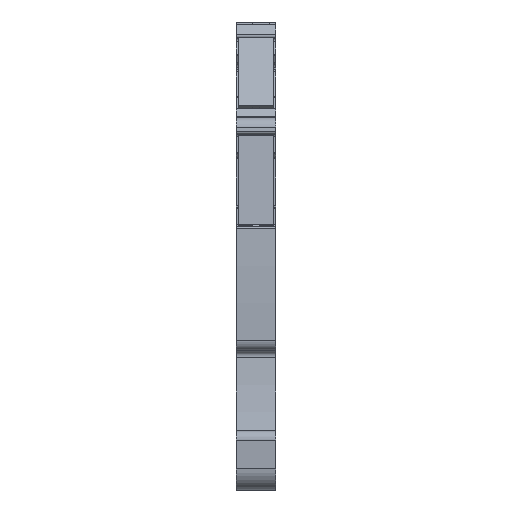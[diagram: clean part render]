
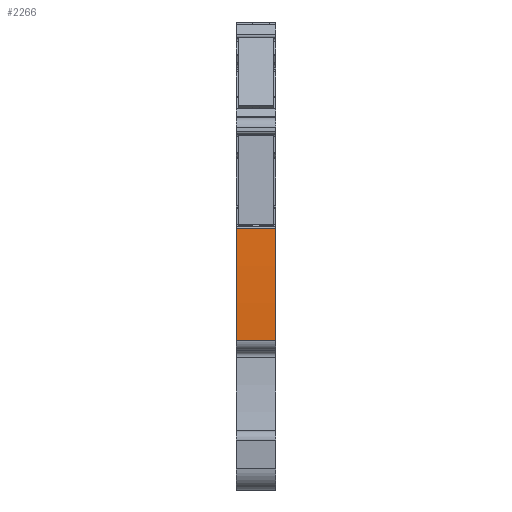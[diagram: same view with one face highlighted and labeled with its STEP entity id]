
A CAD part, front view. The second image highlights one B-rep face of the part: STEP entity #2266.
In plain terms, the highlighted cylindrical face has radius 122.822 mm (diameter 245.644 mm), a partial arc.
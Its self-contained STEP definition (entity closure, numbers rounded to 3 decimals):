
#1171=AXIS2_PLACEMENT_3D('Cylinder Axis2P3D',#1168,#1169,#1170) ;
#2227=AXIS2_PLACEMENT_3D('Circle Axis2P3D',#2225,#2226,$) ;
#2234=AXIS2_PLACEMENT_3D('Circle Axis2P3D',#2232,#2233,$) ;
#2248=AXIS2_PLACEMENT_3D('Circle Axis2P3D',#2246,#2247,$) ;
#2255=AXIS2_PLACEMENT_3D('Circle Axis2P3D',#2253,#2254,$) ;
#1168=CARTESIAN_POINT('Axis2P3D Location',(1.75,124.298,17.05)) ;
#2203=CARTESIAN_POINT('Vertex',(3.5,1.64,23.414)) ;
#2210=CARTESIAN_POINT('Vertex',(0.,1.64,23.414)) ;
#2213=CARTESIAN_POINT('Line Origine',(-2.25,1.64,23.414)) ;
#2225=CARTESIAN_POINT('Axis2P3D Location',(0.,124.298,17.05)) ;
#2229=CARTESIAN_POINT('Vertex',(0.,1.528,13.45)) ;
#2232=CARTESIAN_POINT('Axis2P3D Location',(0.,124.298,17.05)) ;
#2236=CARTESIAN_POINT('Vertex',(0.,1.529,13.42)) ;
#2239=CARTESIAN_POINT('Line Origine',(1.75,1.529,13.42)) ;
#2243=CARTESIAN_POINT('Vertex',(3.5,1.529,13.42)) ;
#2246=CARTESIAN_POINT('Axis2P3D Location',(3.5,124.298,17.05)) ;
#2250=CARTESIAN_POINT('Vertex',(3.5,1.528,13.45)) ;
#2253=CARTESIAN_POINT('Axis2P3D Location',(3.5,124.298,17.05)) ;
#1169=DIRECTION('Axis2P3D Direction',(1.,0.,0.)) ;
#1170=DIRECTION('Axis2P3D XDirection',(0.,-0.992,0.126)) ;
#2214=DIRECTION('Vector Direction',(1.,0.,0.)) ;
#2226=DIRECTION('Axis2P3D Direction',(1.,0.,0.)) ;
#2233=DIRECTION('Axis2P3D Direction',(1.,0.,0.)) ;
#2240=DIRECTION('Vector Direction',(1.,0.,0.)) ;
#2247=DIRECTION('Axis2P3D Direction',(1.,0.,0.)) ;
#2254=DIRECTION('Axis2P3D Direction',(1.,0.,0.)) ;
#2215=VECTOR('Line Direction',#2214,1.) ;
#2241=VECTOR('Line Direction',#2240,1.) ;
#2259=ORIENTED_EDGE('',*,*,#2231,.T.) ;
#2260=ORIENTED_EDGE('',*,*,#2238,.T.) ;
#2261=ORIENTED_EDGE('',*,*,#2245,.T.) ;
#2262=ORIENTED_EDGE('',*,*,#2252,.F.) ;
#2263=ORIENTED_EDGE('',*,*,#2257,.F.) ;
#2264=ORIENTED_EDGE('',*,*,#2217,.F.) ;
#2266=ADVANCED_FACE('MLD',(#2265),#1172,.T.) ;
#2228=CIRCLE('generated circle',#2227,122.822) ;
#2235=CIRCLE('generated circle',#2234,122.822) ;
#2249=CIRCLE('generated circle',#2248,122.822) ;
#2256=CIRCLE('generated circle',#2255,122.822) ;
#1172=CYLINDRICAL_SURFACE('generated cylinder',#1171,122.822) ;
#2217=EDGE_CURVE('',#2211,#2204,#2216,.T.) ;
#2231=EDGE_CURVE('',#2211,#2230,#2228,.T.) ;
#2238=EDGE_CURVE('',#2230,#2237,#2235,.T.) ;
#2245=EDGE_CURVE('',#2237,#2244,#2242,.T.) ;
#2252=EDGE_CURVE('',#2251,#2244,#2249,.T.) ;
#2257=EDGE_CURVE('',#2204,#2251,#2256,.T.) ;
#2258=EDGE_LOOP('',(#2259,#2260,#2261,#2262,#2263,#2264)) ;
#2265=FACE_OUTER_BOUND('',#2258,.T.) ;
#2216=LINE('Line',#2213,#2215) ;
#2242=LINE('Line',#2239,#2241) ;
#2204=VERTEX_POINT('',#2203) ;
#2211=VERTEX_POINT('',#2210) ;
#2230=VERTEX_POINT('',#2229) ;
#2237=VERTEX_POINT('',#2236) ;
#2244=VERTEX_POINT('',#2243) ;
#2251=VERTEX_POINT('',#2250) ;
